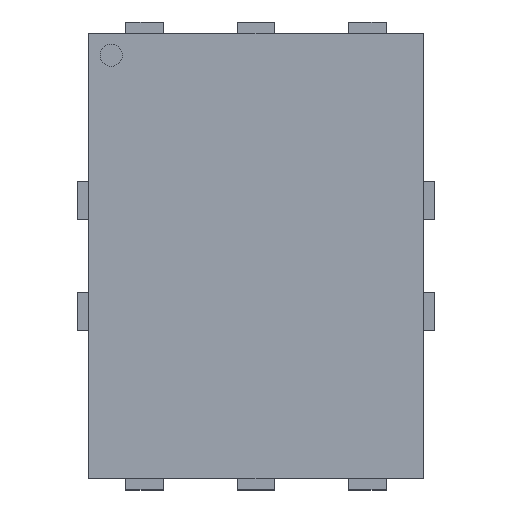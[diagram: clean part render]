
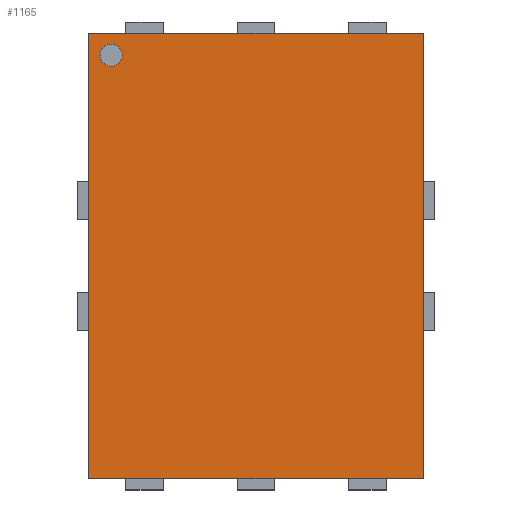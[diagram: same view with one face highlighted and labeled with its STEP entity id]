
A CAD part, top view. The second image highlights one B-rep face of the part: STEP entity #1165.
In plain terms, the highlighted planar face has unit normal (0, 0, 1).
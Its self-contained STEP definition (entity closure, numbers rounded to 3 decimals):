
#13=DIRECTION('',(0.,0.,1.));
#117=DIRECTION('',(0.,0.,-1.));
#148=VECTOR('',#149,1.);
#149=DIRECTION('',(1.,0.,0.));
#155=VECTOR('',#156,1.);
#156=DIRECTION('',(0.,-1.,0.));
#393=ORIENTED_EDGE('',*,*,#394,.F.);
#394=EDGE_CURVE('',#395,#397,#399,.T.);
#395=VERTEX_POINT('',#396);
#396=CARTESIAN_POINT('',(-0.75,1.,0.4));
#397=VERTEX_POINT('',#398);
#398=CARTESIAN_POINT('',(0.75,1.,0.4));
#399=LINE('',#396,#148);
#463=ORIENTED_EDGE('',*,*,#464,.T.);
#464=EDGE_CURVE('',#395,#465,#467,.T.);
#465=VERTEX_POINT('',#466);
#466=CARTESIAN_POINT('',(-0.75,-1.,0.4));
#467=LINE('',#396,#155);
#726=EDGE_CURVE('',#465,#727,#729,.T.);
#727=VERTEX_POINT('',#728);
#728=CARTESIAN_POINT('',(0.75,-1.,0.4));
#729=LINE('',#466,#148);
#886=EDGE_CURVE('',#397,#727,#887,.T.);
#887=LINE('',#398,#155);
#1165=ADVANCED_FACE('',(#1166,#1170),#1179,.T.);
#1166=FACE_BOUND('',#1167,.T.);
#1167=EDGE_LOOP('',(#393,#463,#1168,#1169));
#1168=ORIENTED_EDGE('',*,*,#726,.T.);
#1169=ORIENTED_EDGE('',*,*,#886,.F.);
#1170=FACE_BOUND('',#1171,.T.);
#1171=EDGE_LOOP('',(#1172));
#1172=ORIENTED_EDGE('',*,*,#1173,.T.);
#1173=EDGE_CURVE('',#1174,#1174,#1176,.T.);
#1174=VERTEX_POINT('',#1175);
#1175=CARTESIAN_POINT('',(-0.65,0.85,0.4));
#1176=CIRCLE('',#1177,0.05);
#1177=AXIS2_PLACEMENT_3D('',#1178,#117,#156);
#1178=CARTESIAN_POINT('',(-0.65,0.9,0.4));
#1179=PLANE('',#1180);
#1180=AXIS2_PLACEMENT_3D('',#396,#13,#156);
